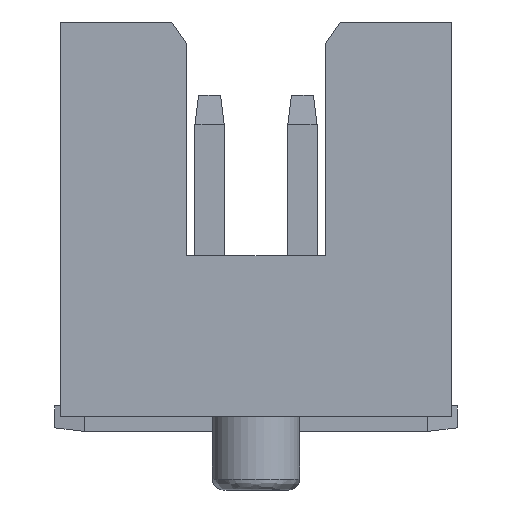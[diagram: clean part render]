
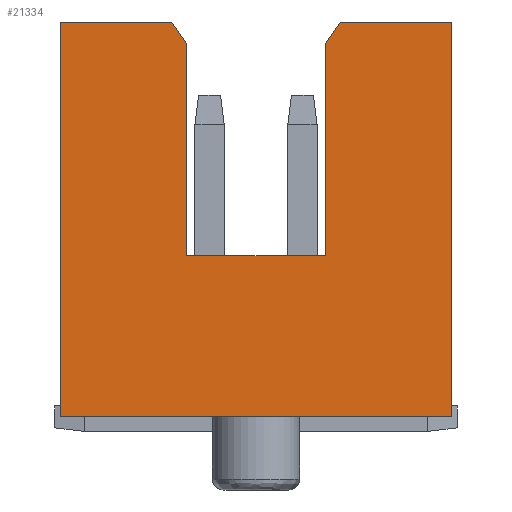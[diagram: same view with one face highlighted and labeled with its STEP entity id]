
A CAD part, left-side view. The second image highlights one B-rep face of the part: STEP entity #21334.
In plain terms, the highlighted planar face has unit normal (-1, 0, 0).
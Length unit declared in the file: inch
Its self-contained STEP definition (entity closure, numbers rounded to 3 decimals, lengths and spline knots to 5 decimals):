
#902 = VERTEX_POINT ( 'NONE', #8321 ) ;
#907 = EDGE_CURVE ( 'NONE', #3031, #902, #8368, .T. ) ;
#2072 = EDGE_CURVE ( 'NONE', #3031, #2079, #10419, .T. ) ;
#2079 = VERTEX_POINT ( 'NONE', #10464 ) ;
#2718 = VERTEX_POINT ( 'NONE', #11429 ) ;
#2947 = VERTEX_POINT ( 'NONE', #11821 ) ;
#2949 = EDGE_CURVE ( 'NONE', #2952, #2947, #11848, .T. ) ;
#2952 = VERTEX_POINT ( 'NONE', #11843 ) ;
#2972 = EDGE_CURVE ( 'NONE', #2718, #2079, #11861, .T. ) ;
#2991 = EDGE_CURVE ( 'NONE', #2947, #2718, #11896, .T. ) ;
#3031 = VERTEX_POINT ( 'NONE', #11948 ) ;
#8321 = CARTESIAN_POINT ( 'NONE',  ( 7.0233, 2.51365, 0.21811 ) ) ;
#8367 = CARTESIAN_POINT ( 'NONE',  ( 7.0233, 2.46837, 0.21811 ) ) ;
#8368 = LINE ( 'NONE', #8367, #8393 ) ;
#8392 = DIRECTION ( 'NONE',  ( 0., -1., 0. ) ) ;
#8393 = VECTOR ( 'NONE', #8392, 39.37008 ) ;
#10415 = DIRECTION ( 'NONE',  ( 0., 0., -1. ) ) ;
#10416 = VECTOR ( 'NONE', #10415, 39.37008 ) ;
#10417 = CARTESIAN_POINT ( 'NONE',  ( 7.0233, 2.57369, 0.00551 ) ) ;
#10419 = LINE ( 'NONE', #10417, #10416 ) ;
#10464 = CARTESIAN_POINT ( 'NONE',  ( 7.0233, 2.57369, 0.00551 ) ) ;
#11429 = CARTESIAN_POINT ( 'NONE',  ( 7.0233, 2.36306, 0.00551 ) ) ;
#11821 = CARTESIAN_POINT ( 'NONE',  ( 7.0233, 2.36306, 0.21811 ) ) ;
#11843 = CARTESIAN_POINT ( 'NONE',  ( 7.0233, 2.4231, 0.21811 ) ) ;
#11845 = DIRECTION ( 'NONE',  ( 0., -1., 0. ) ) ;
#11846 = VECTOR ( 'NONE', #11845, 39.37008 ) ;
#11847 = CARTESIAN_POINT ( 'NONE',  ( 7.0233, 2.57369, 0.21811 ) ) ;
#11848 = LINE ( 'NONE', #11847, #11846 ) ;
#11858 = DIRECTION ( 'NONE',  ( 0., 1., 0. ) ) ;
#11859 = VECTOR ( 'NONE', #11858, 39.37008 ) ;
#11860 = CARTESIAN_POINT ( 'NONE',  ( 7.0233, 2.36306, 0.00551 ) ) ;
#11861 = LINE ( 'NONE', #11860, #11859 ) ;
#11884 = DIRECTION ( 'NONE',  ( 0., 0., -1. ) ) ;
#11885 = VECTOR ( 'NONE', #11884, 39.37008 ) ;
#11895 = CARTESIAN_POINT ( 'NONE',  ( 7.0233, 2.36306, 0.11181 ) ) ;
#11896 = LINE ( 'NONE', #11895, #11885 ) ;
#11948 = CARTESIAN_POINT ( 'NONE',  ( 7.0233, 2.57369, 0.21811 ) ) ;
#19925 = ORIENTED_EDGE ( 'NONE', *, *, #2991, .F. ) ;
#20094 = ORIENTED_EDGE ( 'NONE', *, *, #24165, .F. ) ;
#20615 = ORIENTED_EDGE ( 'NONE', *, *, #2072, .T. ) ;
#21011 = ORIENTED_EDGE ( 'NONE', *, *, #2949, .F. ) ;
#21168 = ORIENTED_EDGE ( 'NONE', *, *, #25310, .F. ) ;
#21334 = ADVANCED_FACE ( 'NONE', ( #23020 ), #22979, .F. ) ;
#21339 = ORIENTED_EDGE ( 'NONE', *, *, #27742, .F. ) ;
#21478 = ORIENTED_EDGE ( 'NONE', *, *, #25336, .F. ) ;
#22533 = ORIENTED_EDGE ( 'NONE', *, *, #907, .F. ) ;
#22769 = VERTEX_POINT ( 'NONE', #23137 ) ;
#22857 = ORIENTED_EDGE ( 'NONE', *, *, #2972, .F. ) ;
#22979 = PLANE ( 'NONE',  #23017 ) ;
#23009 = DIRECTION ( 'NONE',  ( 0., 1., 0. ) ) ;
#23010 = DIRECTION ( 'NONE',  ( 1., 0., 0. ) ) ;
#23011 = CARTESIAN_POINT ( 'NONE',  ( 7.0233, 2.46837, 0.11181 ) ) ;
#23017 = AXIS2_PLACEMENT_3D ( 'NONE', #23011, #23010, #23009 ) ;
#23020 = FACE_OUTER_BOUND ( 'NONE', #25537, .T. ) ;
#23045 = VERTEX_POINT ( 'NONE', #23133 ) ;
#23133 = CARTESIAN_POINT ( 'NONE',  ( 7.0233, 2.50578, 0.2063 ) ) ;
#23137 = CARTESIAN_POINT ( 'NONE',  ( 7.0233, 2.50578, 0.09213 ) ) ;
#23204 = CARTESIAN_POINT ( 'NONE',  ( 7.0233, 2.43097, 0.09213 ) ) ;
#23249 = DIRECTION ( 'NONE',  ( 0., 0., -1. ) ) ;
#23250 = VECTOR ( 'NONE', #23249, 39.37008 ) ;
#23251 = CARTESIAN_POINT ( 'NONE',  ( 7.0233, 2.50578, 0.11181 ) ) ;
#23254 = LINE ( 'NONE', #23251, #23250 ) ;
#23314 = CARTESIAN_POINT ( 'NONE',  ( 7.0233, 2.43097, 0.2063 ) ) ;
#23366 = LINE ( 'NONE', #23418, #23417 ) ;
#23405 = DIRECTION ( 'NONE',  ( 0., -0.555, 0.832 ) ) ;
#23406 = VECTOR ( 'NONE', #23405, 39.37008 ) ;
#23407 = CARTESIAN_POINT ( 'NONE',  ( 7.0233, 2.43097, 0.2063 ) ) ;
#23408 = LINE ( 'NONE', #23407, #23406 ) ;
#23416 = DIRECTION ( 'NONE',  ( 0., -0.555, -0.832 ) ) ;
#23417 = VECTOR ( 'NONE', #23416, 39.37008 ) ;
#23418 = CARTESIAN_POINT ( 'NONE',  ( 7.0233, 2.51365, 0.21811 ) ) ;
#23424 = DIRECTION ( 'NONE',  ( 0., -1., 0. ) ) ;
#23425 = VECTOR ( 'NONE', #23424, 39.37008 ) ;
#23426 = CARTESIAN_POINT ( 'NONE',  ( 7.0233, 2.46837, 0.09213 ) ) ;
#23435 = LINE ( 'NONE', #23426, #23425 ) ;
#23775 = DIRECTION ( 'NONE',  ( 0., 0., 1. ) ) ;
#23776 = VECTOR ( 'NONE', #23775, 39.37008 ) ;
#23777 = CARTESIAN_POINT ( 'NONE',  ( 7.0233, 2.43097, 0.11181 ) ) ;
#23778 = LINE ( 'NONE', #23777, #23776 ) ;
#23895 = VERTEX_POINT ( 'NONE', #23204 ) ;
#24165 = EDGE_CURVE ( 'NONE', #23045, #22769, #23254, .T. ) ;
#24745 = VERTEX_POINT ( 'NONE', #23314 ) ;
#25310 = EDGE_CURVE ( 'NONE', #902, #23045, #23366, .T. ) ;
#25336 = EDGE_CURVE ( 'NONE', #24745, #2952, #23408, .T. ) ;
#25537 = EDGE_LOOP ( 'NONE', ( #21011, #21478, #21339, #27784, #20094, #21168, #22533, #20615, #22857, #19925 ) ) ;
#25688 = EDGE_CURVE ( 'NONE', #22769, #23895, #23435, .T. ) ;
#27742 = EDGE_CURVE ( 'NONE', #23895, #24745, #23778, .T. ) ;
#27784 = ORIENTED_EDGE ( 'NONE', *, *, #25688, .F. ) ;
